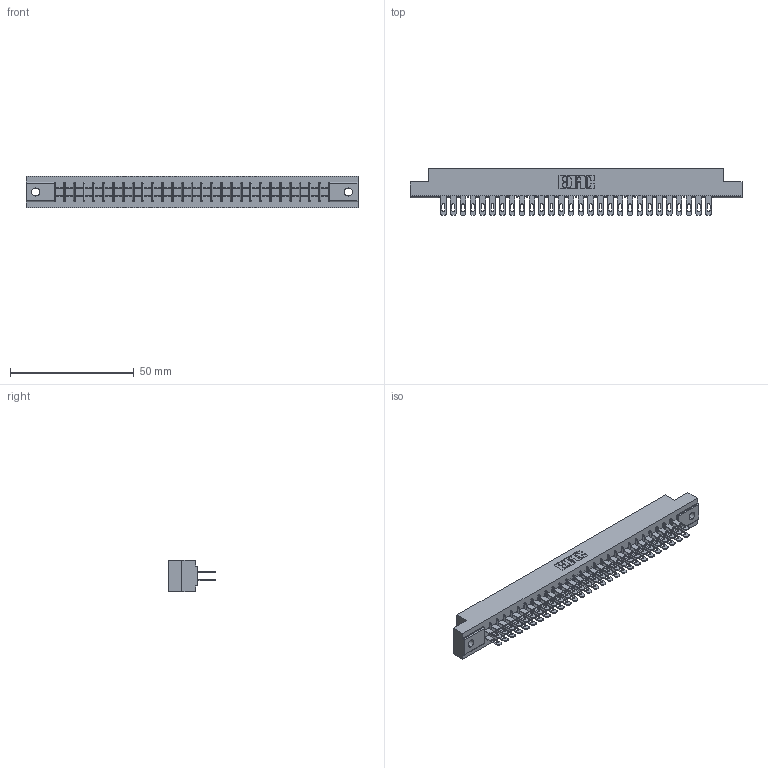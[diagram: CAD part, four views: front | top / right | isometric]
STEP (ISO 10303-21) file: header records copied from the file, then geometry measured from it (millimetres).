
FILE_DESCRIPTION (( 'STEP AP203' ), '1' );
FILE_NAME ('355-056-500-502.STEP', '2019-09-11T17:30:05', ( '' ), ( '' ), 'SwSTEP 2.0', 'SolidWorks 2016', '' );
FILE_SCHEMA (( 'CONFIG_CONTROL_DESIGN' ));
Length unit declared in the file: inch
Products named in the file (3): 355-056-500-502; 305-290-001_500; 305 Part_.128 Dia
Assembly tree (57 placements, depth 2):
  355-056-500-502
    305 Part_.128 Dia
    305-290-001_500  x56
Bounding box: 133.96 x 18.85 x 12.7 mm (x, y, z)
Volume: 13639 mm3; surface area: 18479.6 mm2
Topology: 57 solids, 57 shells, 2916 faces, 8352 edges, 5416 vertices
Faces by surface type: plane 1636, cylinder 1168, sphere 112
Entity records: 32045 total; most frequent: CARTESIAN_POINT 5302, ORIENTED_EDGE 5260, DIRECTION 5142, EDGE_CURVE 2630, LINE 2110, VECTOR 2110, VERTEX_POINT 1676, AXIS2_PLACEMENT_3D 1516
